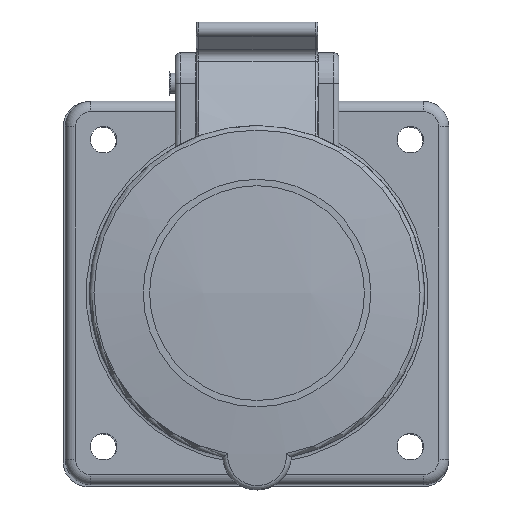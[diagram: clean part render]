
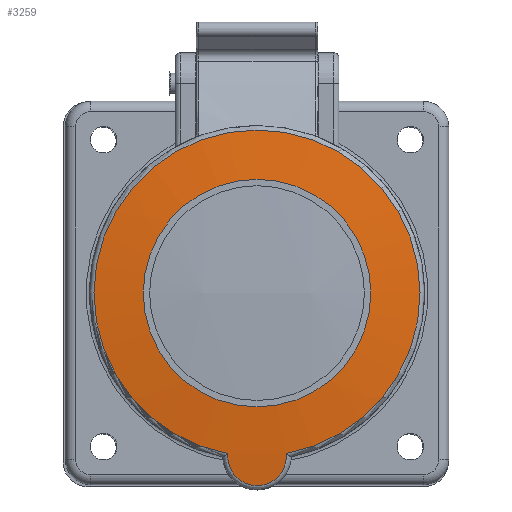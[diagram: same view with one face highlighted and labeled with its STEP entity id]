
A CAD part, front view. The second image highlights one B-rep face of the part: STEP entity #3259.
In plain terms, the highlighted spherical face has radius 244.999 mm.
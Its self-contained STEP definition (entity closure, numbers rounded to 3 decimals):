
#710=FACE_BOUND('',#7813,.T.);
#711=FACE_BOUND('',#7814,.T.);
#1890=SPHERICAL_SURFACE('',#34327,244.999);
#3259=ADVANCED_FACE('',(#710,#711),#1890,.T.);
#7813=EDGE_LOOP('',(#20636,#20637));
#7814=EDGE_LOOP('',(#20638));
#13629=CIRCLE('',#34325,31.88);
#13630=CIRCLE('',#34326,22.25);
#20636=ORIENTED_EDGE('',*,*,#29633,.F.);
#20637=ORIENTED_EDGE('',*,*,#29634,.T.);
#20638=ORIENTED_EDGE('',*,*,#29635,.T.);
#25564=VERTEX_POINT('',#60672);
#25565=VERTEX_POINT('',#60673);
#25566=VERTEX_POINT('',#60685);
#29633=EDGE_CURVE('',#25564,#25565,#13629,.T.);
#29634=EDGE_CURVE('',#25564,#25565,#31614,.T.);
#29635=EDGE_CURVE('',#25566,#25566,#13630,.T.);
#31614=B_SPLINE_CURVE_WITH_KNOTS('',3,(#60674,#60675,#60676,#60677,#60678,
#60679,#60680,#60681,#60682,#60683),.UNSPECIFIED.,.F.,.F.,(4,2,2,2,4),(0.,
0.25,0.5,0.75,1.),.UNSPECIFIED.);
#34325=AXIS2_PLACEMENT_3D('',#60671,#41862,#41863);
#34326=AXIS2_PLACEMENT_3D('',#60684,#41864,#41865);
#34327=AXIS2_PLACEMENT_3D('',#60686,#41866,#41867);
#41862=DIRECTION('',(0.,1.,0.));
#41863=DIRECTION('',(0.,0.,1.));
#41864=DIRECTION('',(0.,1.,0.));
#41865=DIRECTION('',(0.,0.,-1.));
#41866=DIRECTION('',(0.,0.,-1.));
#41867=DIRECTION('',(1.,0.,0.));
#60671=CARTESIAN_POINT('',(4.626,-37.767,7.224));
#60672=CARTESIAN_POINT('',(-1.07,-37.767,-24.146));
#60673=CARTESIAN_POINT('',(10.322,-37.767,-24.146));
#60674=CARTESIAN_POINT('',(-1.07,-37.767,-24.146));
#60675=CARTESIAN_POINT('',(-1.226,-37.558,-25.734));
#60676=CARTESIAN_POINT('',(-0.685,-37.343,-27.364));
#60677=CARTESIAN_POINT('',(1.439,-37.033,-29.718));
#60678=CARTESIAN_POINT('',(3.015,-36.939,-30.431));
#60679=CARTESIAN_POINT('',(6.243,-36.939,-30.429));
#60680=CARTESIAN_POINT('',(7.817,-37.034,-29.715));
#60681=CARTESIAN_POINT('',(9.937,-37.344,-27.362));
#60682=CARTESIAN_POINT('',(10.478,-37.558,-25.734));
#60683=CARTESIAN_POINT('',(10.322,-37.767,-24.146));
#60684=CARTESIAN_POINT('',(4.626,-38.838,7.224));
#60685=CARTESIAN_POINT('',(4.626,-38.838,-15.026));
#60686=CARTESIAN_POINT('',(4.626,205.149,7.224));
